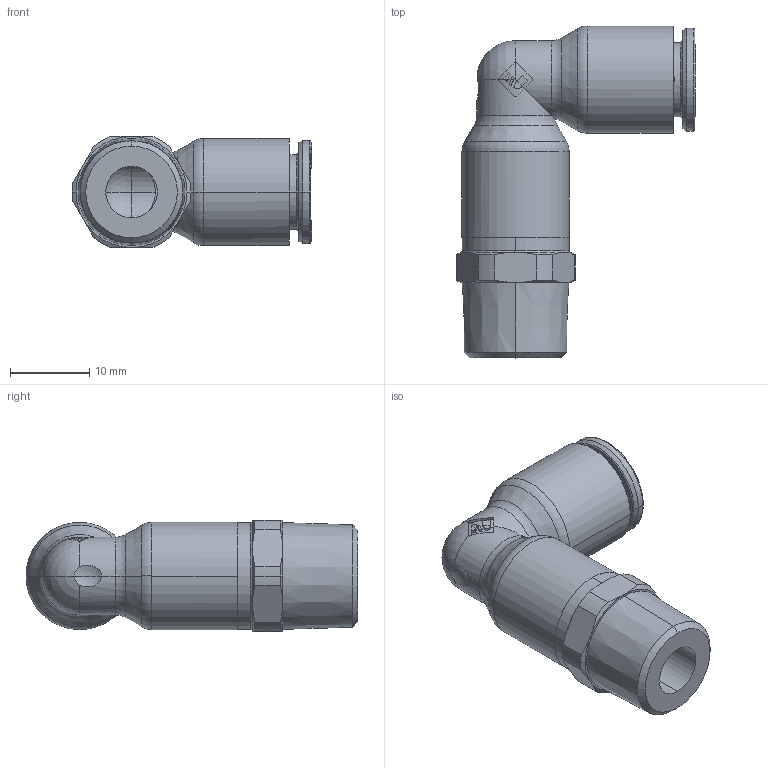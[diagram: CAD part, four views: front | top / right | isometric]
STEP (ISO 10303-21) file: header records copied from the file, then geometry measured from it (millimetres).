
FILE_DESCRIPTION(('STEP AP214'),'1');
FILE_NAME('6809_08_13.stp','2016-07-07T14:43:15',('TraceParts'),('TraceParts S.A.'),'Spatial InterOp 3D',' ',' ');
FILE_SCHEMA(('automotive_design'));
Length unit declared in the file: millimetre
Products named in the file (8): 6809 08 13|44108-19_ASM_1262#44108-19_ASM|44108-30_1258#44108-30;Solide1; 6809 08 13|44108-19_ASM_1262#44108-19_ASM|44108-32_1259#44108-32;Solide1; 6809 08 13|44108-19_ASM_1262#44108-19_ASM|44108_1260#44108;Solide1; 6809 08 13|44108-19_ASM_1262#44108-19_ASM|44108-40_1261#44108-40;Solide1; 6809 08 13|44508-02_AF1_1257#44508-02_AF1;Solide1; 6809 08 13|44330-17-69_1263#44330-17-69;Solide1; 6809 08 13|44108-11-10-ASM_1264#44108-11-10-ASM;Solide1; 6809 08 13|44108-11-10-ASM_1265#44108-11-10-ASM;Solide1
Bounding box: 30.25 x 41.86 x 14 mm (x, y, z)
Volume: 4681.4 mm3; surface area: 6769 mm2
Topology: 8 solids, 8 shells, 833 faces, 2190 edges, 1404 vertices
Faces by surface type: plane 435, cylinder 126, cone 118, torus 86, bspline 55, sphere 13
Entity records: 35571 total; most frequent: CARTESIAN_POINT 8161, ORIENTED_EDGE 4368, DIRECTION 4224, EDGE_CURVE 2184, AXIS2_PLACEMENT_3D 1445, VERTEX_POINT 1404, LINE 1334, VECTOR 1334
